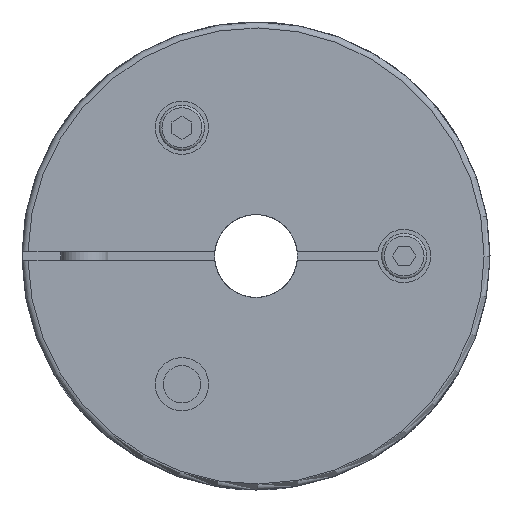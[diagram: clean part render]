
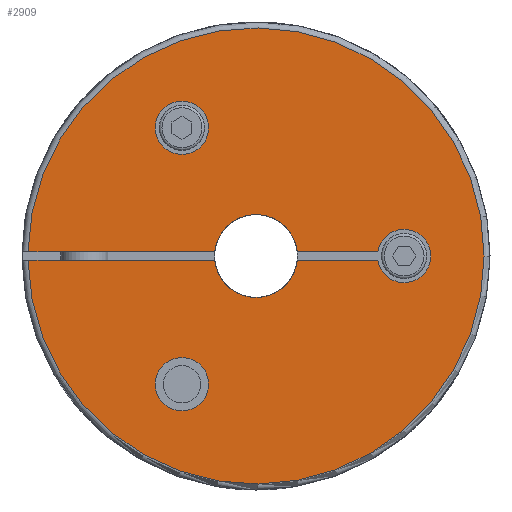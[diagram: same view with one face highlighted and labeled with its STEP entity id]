
A CAD part, left-side view. The second image highlights one B-rep face of the part: STEP entity #2909.
In plain terms, the highlighted planar face has unit normal (-1, 0, 0).
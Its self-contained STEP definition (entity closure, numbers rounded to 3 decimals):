
#144=LINE('',#4366,#378);
#145=LINE('',#4371,#379);
#146=LINE('',#4375,#380);
#147=LINE('',#4379,#381);
#378=VECTOR('',#3480,1000.);
#379=VECTOR('',#3483,1000.);
#380=VECTOR('',#3486,1000.);
#381=VECTOR('',#3489,1000.);
#612=ORIENTED_EDGE('',*,*,#1392,.T.);
#613=ORIENTED_EDGE('',*,*,#1393,.T.);
#614=ORIENTED_EDGE('',*,*,#1394,.T.);
#615=ORIENTED_EDGE('',*,*,#1395,.T.);
#616=ORIENTED_EDGE('',*,*,#1396,.T.);
#617=ORIENTED_EDGE('',*,*,#1397,.T.);
#618=ORIENTED_EDGE('',*,*,#1398,.T.);
#619=ORIENTED_EDGE('',*,*,#1399,.F.);
#620=ORIENTED_EDGE('',*,*,#1400,.T.);
#621=ORIENTED_EDGE('',*,*,#1401,.T.);
#1392=EDGE_CURVE('',#1782,#1782,#2070,.T.);
#1393=EDGE_CURVE('',#1783,#1783,#2071,.T.);
#1394=EDGE_CURVE('',#1784,#1785,#144,.T.);
#1395=EDGE_CURVE('',#1785,#1786,#2072,.T.);
#1396=EDGE_CURVE('',#1786,#1787,#145,.T.);
#1397=EDGE_CURVE('',#1787,#1788,#2073,.T.);
#1398=EDGE_CURVE('',#1788,#1789,#146,.T.);
#1399=EDGE_CURVE('',#1790,#1789,#2074,.T.);
#1400=EDGE_CURVE('',#1790,#1791,#147,.T.);
#1401=EDGE_CURVE('',#1791,#1784,#2075,.T.);
#1782=VERTEX_POINT('',#4363);
#1783=VERTEX_POINT('',#4365);
#1784=VERTEX_POINT('',#4367);
#1785=VERTEX_POINT('',#4368);
#1786=VERTEX_POINT('',#4370);
#1787=VERTEX_POINT('',#4372);
#1788=VERTEX_POINT('',#4374);
#1789=VERTEX_POINT('',#4376);
#1790=VERTEX_POINT('',#4378);
#1791=VERTEX_POINT('',#4380);
#2070=CIRCLE('',#3147,4.5);
#2071=CIRCLE('',#3148,4.5);
#2072=CIRCLE('',#3149,4.5);
#2073=CIRCLE('',#3150,7.);
#2074=CIRCLE('',#3151,38.5);
#2075=CIRCLE('',#3152,7.);
#2196=EDGE_LOOP('',(#612));
#2197=EDGE_LOOP('',(#613));
#2198=EDGE_LOOP('',(#614,#615,#616,#617,#618,#619,#620,#621));
#2492=FACE_BOUND('',#2196,.T.);
#2493=FACE_BOUND('',#2197,.T.);
#2494=FACE_BOUND('',#2198,.T.);
#2788=PLANE('',#3146);
#2909=ADVANCED_FACE('',(#2492,#2493,#2494),#2788,.F.);
#3146=AXIS2_PLACEMENT_3D('',#4361,#3474,#3475);
#3147=AXIS2_PLACEMENT_3D('',#4362,#3476,#3477);
#3148=AXIS2_PLACEMENT_3D('',#4364,#3478,#3479);
#3149=AXIS2_PLACEMENT_3D('',#4369,#3481,#3482);
#3150=AXIS2_PLACEMENT_3D('',#4373,#3484,#3485);
#3151=AXIS2_PLACEMENT_3D('',#4377,#3487,#3488);
#3152=AXIS2_PLACEMENT_3D('',#4381,#3490,#3491);
#3474=DIRECTION('',(1.,0.,0.));
#3475=DIRECTION('',(0.,0.,-1.));
#3476=DIRECTION('',(1.,0.,0.));
#3477=DIRECTION('',(0.,0.,-1.));
#3478=DIRECTION('',(1.,0.,0.));
#3479=DIRECTION('',(0.,0.,-1.));
#3480=DIRECTION('',(0.,-1.,0.));
#3481=DIRECTION('',(1.,0.,0.));
#3482=DIRECTION('',(0.,0.,-1.));
#3483=DIRECTION('',(0.,1.,0.));
#3484=DIRECTION('',(1.,0.,0.));
#3485=DIRECTION('',(0.,0.,-1.));
#3486=DIRECTION('',(0.,1.,0.));
#3487=DIRECTION('',(1.,0.,0.));
#3488=DIRECTION('',(0.,0.,-1.));
#3489=DIRECTION('',(0.,-1.,0.));
#3490=DIRECTION('',(1.,0.,0.));
#3491=DIRECTION('',(0.,0.,-1.));
#4361=CARTESIAN_POINT('',(0.,0.,0.));
#4362=CARTESIAN_POINT('',(0.,12.5,-21.651));
#4363=CARTESIAN_POINT('',(0.,12.5,-26.151));
#4364=CARTESIAN_POINT('',(0.,12.5,21.651));
#4365=CARTESIAN_POINT('',(0.,12.5,17.151));
#4366=CARTESIAN_POINT('',(0.,0.,0.7));
#4367=CARTESIAN_POINT('',(0.,-6.965,0.7));
#4368=CARTESIAN_POINT('',(0.,-20.555,0.7));
#4369=CARTESIAN_POINT('',(0.,-25.,0.));
#4370=CARTESIAN_POINT('',(0.,-20.555,-0.7));
#4371=CARTESIAN_POINT('',(0.,-20.95,-0.7));
#4372=CARTESIAN_POINT('',(0.,-6.965,-0.7));
#4373=CARTESIAN_POINT('',(0.,0.,0.));
#4374=CARTESIAN_POINT('',(0.,6.965,-0.7));
#4375=CARTESIAN_POINT('',(0.,0.,-0.7));
#4376=CARTESIAN_POINT('',(0.,38.494,-0.7));
#4377=CARTESIAN_POINT('',(0.,0.,0.));
#4378=CARTESIAN_POINT('',(0.,38.494,0.7));
#4379=CARTESIAN_POINT('',(0.,39.5,0.7));
#4380=CARTESIAN_POINT('',(0.,6.965,0.7));
#4381=CARTESIAN_POINT('',(0.,0.,0.));
